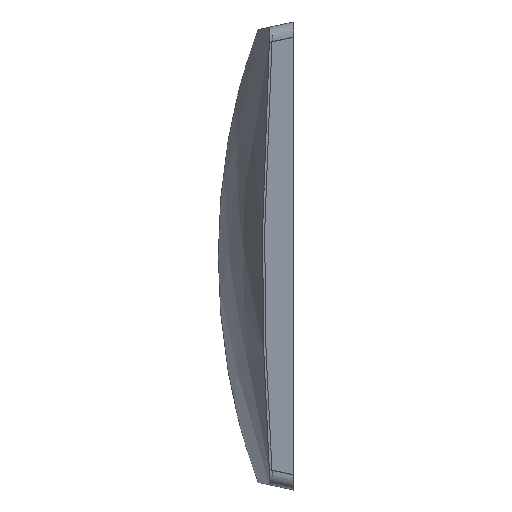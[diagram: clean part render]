
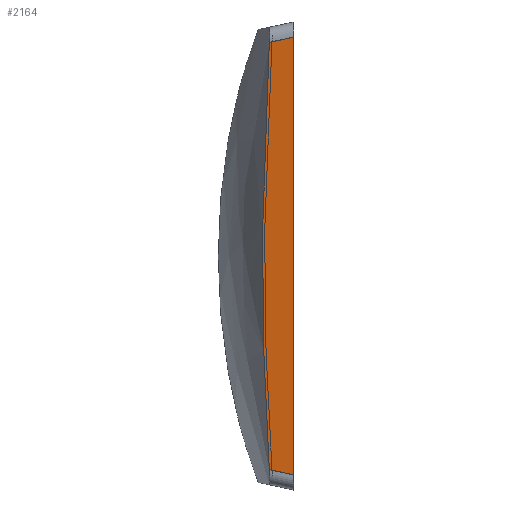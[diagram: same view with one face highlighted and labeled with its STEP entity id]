
A CAD part, left-side view. The second image highlights one B-rep face of the part: STEP entity #2164.
In plain terms, the highlighted planar face has unit normal (-0.978, 0.208, 0).
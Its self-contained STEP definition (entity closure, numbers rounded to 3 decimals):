
#77 = EDGE_CURVE ( 'NONE', #910, #171, #3919, .T. ) ;
#97 = FACE_OUTER_BOUND ( 'NONE', #2729, .T. ) ;
#171 = VERTEX_POINT ( 'NONE', #2322 ) ;
#210 = EDGE_CURVE ( 'NONE', #3629, #3013, #914, .T. ) ;
#298 = EDGE_CURVE ( 'NONE', #3629, #910, #2387, .T. ) ;
#401 = DIRECTION ( 'NONE',  ( 0.204, 0.958, -0.204 ) ) ;
#506 = DIRECTION ( 'NONE',  ( -0.978, 0.208, 0. ) ) ;
#613 = ORIENTED_EDGE ( 'NONE', *, *, #3649, .T. ) ;
#910 = VERTEX_POINT ( 'NONE', #2815 ) ;
#914 = LINE ( 'NONE', #971, #3918 ) ;
#920 = ORIENTED_EDGE ( 'NONE', *, *, #210, .T. ) ;
#922 = CARTESIAN_POINT ( 'NONE',  ( -269.797, -43.399, 123.8 ) ) ;
#957 = CARTESIAN_POINT ( 'NONE',  ( -274.814, -67., 123.8 ) ) ;
#971 = CARTESIAN_POINT ( 'NONE',  ( -274.814, -67., 277.715 ) ) ;
#974 = VECTOR ( 'NONE', #1030, 1000. ) ;
#1030 = DIRECTION ( 'NONE',  ( 0.204, 0.958, 0.204 ) ) ;
#1115 = PLANE ( 'NONE',  #3406 ) ;
#1230 = CARTESIAN_POINT ( 'NONE',  ( -271.168, -49.847, -26.469 ) ) ;
#1824 = CARTESIAN_POINT ( 'NONE',  ( -270.483, -46.626, 224.055 ) ) ;
#2127 = CARTESIAN_POINT ( 'NONE',  ( -271.168, -49.847, 274.069 ) ) ;
#2164 = ADVANCED_FACE ( 'NONE', ( #97 ), #1115, .T. ) ;
#2210 = CARTESIAN_POINT ( 'NONE',  ( -271.379, -50.838, -26.68 ) ) ;
#2321 = CARTESIAN_POINT ( 'NONE',  ( -274.814, -67., -40.715 ) ) ;
#2322 = CARTESIAN_POINT ( 'NONE',  ( -271.168, -49.847, -26.469 ) ) ;
#2387 = LINE ( 'NONE', #957, #3479 ) ;
#2633 = DIRECTION ( 'NONE',  ( 0., 0., 1. ) ) ;
#2729 = EDGE_LOOP ( 'NONE', ( #613, #3475, #3056, #920 ) ) ;
#2749 = B_SPLINE_CURVE_WITH_KNOTS ( 'NONE', 3,
 ( #2127, #1824, #922, #3043, #1230 ),
 .UNSPECIFIED., .F., .F.,
 ( 4, 1, 4 ),
 ( 0., 0.15, 0.301 ),
 .UNSPECIFIED. ) ;
#2815 = CARTESIAN_POINT ( 'NONE',  ( -274.814, -67., -30.115 ) ) ;
#2852 = DIRECTION ( 'NONE',  ( 0., 0., -1. ) ) ;
#3013 = VERTEX_POINT ( 'NONE', #3260 ) ;
#3043 = CARTESIAN_POINT ( 'NONE',  ( -270.483, -46.626, 23.545 ) ) ;
#3056 = ORIENTED_EDGE ( 'NONE', *, *, #298, .F. ) ;
#3260 = CARTESIAN_POINT ( 'NONE',  ( -271.168, -49.847, 274.069 ) ) ;
#3406 = AXIS2_PLACEMENT_3D ( 'NONE', #2321, #506, #2633 ) ;
#3475 = ORIENTED_EDGE ( 'NONE', *, *, #77, .F. ) ;
#3479 = VECTOR ( 'NONE', #2852, 1000. ) ;
#3629 = VERTEX_POINT ( 'NONE', #3950 ) ;
#3649 = EDGE_CURVE ( 'NONE', #3013, #171, #2749, .T. ) ;
#3918 = VECTOR ( 'NONE', #401, 1000. ) ;
#3919 = LINE ( 'NONE', #2210, #974 ) ;
#3950 = CARTESIAN_POINT ( 'NONE',  ( -274.814, -67., 277.715 ) ) ;
